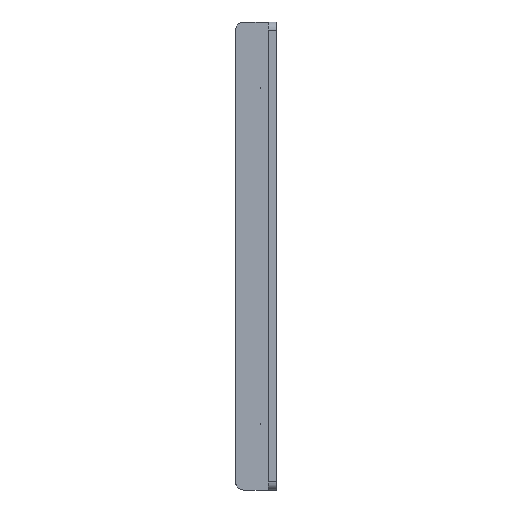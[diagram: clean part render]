
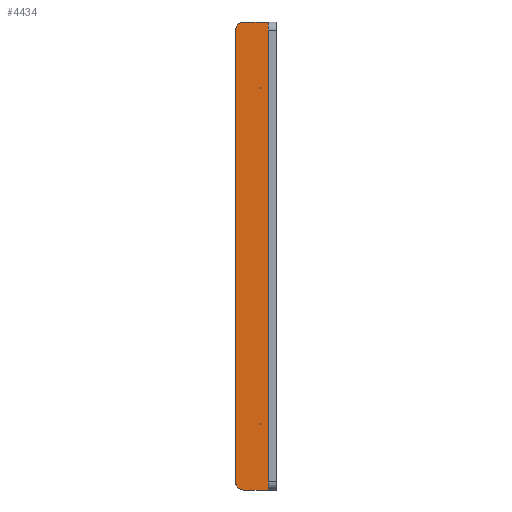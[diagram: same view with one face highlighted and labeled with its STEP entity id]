
A CAD part, left-side view. The second image highlights one B-rep face of the part: STEP entity #4434.
In plain terms, the highlighted planar face has unit normal (-1, 0, 0).
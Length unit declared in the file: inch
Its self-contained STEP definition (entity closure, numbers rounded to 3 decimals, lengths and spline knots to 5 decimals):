
#50 = EDGE_CURVE ( 'NONE', #1539, #6505, #6281, .T. ) ;
#248 = EDGE_CURVE ( 'NONE', #4864, #1268, #2176, .T. ) ;
#288 = CARTESIAN_POINT ( 'NONE',  ( -1.92175, 0.1, 0. ) ) ;
#302 = CIRCLE ( 'NONE', #1149, 0.1 ) ;
#500 = ORIENTED_EDGE ( 'NONE', *, *, #50, .F. ) ;
#645 = VECTOR ( 'NONE', #6021, 39.37008 ) ;
#689 = VECTOR ( 'NONE', #703, 39.37008 ) ;
#703 = DIRECTION ( 'NONE',  ( 0., 1., 0. ) ) ;
#834 = CARTESIAN_POINT ( 'NONE',  ( -1.92175, 0.1, -5.75 ) ) ;
#858 = DIRECTION ( 'NONE',  ( -1., 0., 0. ) ) ;
#958 = ORIENTED_EDGE ( 'NONE', *, *, #1854, .T. ) ;
#1014 = ORIENTED_EDGE ( 'NONE', *, *, #2813, .T. ) ;
#1149 = AXIS2_PLACEMENT_3D ( 'NONE', #3330, #858, #1263 ) ;
#1242 = DIRECTION ( 'NONE',  ( 1., 0., 0. ) ) ;
#1256 = CARTESIAN_POINT ( 'NONE',  ( -1.92175, 0.5, -5.65 ) ) ;
#1263 = DIRECTION ( 'NONE',  ( 0., 0., -1. ) ) ;
#1268 = VERTEX_POINT ( 'NONE', #1773 ) ;
#1539 = VERTEX_POINT ( 'NONE', #2430 ) ;
#1773 = CARTESIAN_POINT ( 'NONE',  ( -1.92175, 0.5, -0.1 ) ) ;
#1854 = EDGE_CURVE ( 'NONE', #3559, #4864, #5589, .T. ) ;
#1899 = DIRECTION ( 'NONE',  ( 0., 0., -1. ) ) ;
#2176 = CIRCLE ( 'NONE', #5921, 0.1 ) ;
#2195 = DIRECTION ( 'NONE',  ( 0., 0., 1. ) ) ;
#2282 = FACE_OUTER_BOUND ( 'NONE', #3157, .T. ) ;
#2430 = CARTESIAN_POINT ( 'NONE',  ( -1.92175, 0.1, -5.75 ) ) ;
#2711 = LINE ( 'NONE', #5811, #3303 ) ;
#2813 = EDGE_CURVE ( 'NONE', #3115, #6505, #302, .T. ) ;
#2899 = LINE ( 'NONE', #5976, #645 ) ;
#3027 = AXIS2_PLACEMENT_3D ( 'NONE', #834, #1242, #3268 ) ;
#3115 = VERTEX_POINT ( 'NONE', #1256 ) ;
#3157 = EDGE_LOOP ( 'NONE', ( #1014, #500, #5137, #958, #3336, #4588 ) ) ;
#3268 = DIRECTION ( 'NONE',  ( 0., 0., -1. ) ) ;
#3303 = VECTOR ( 'NONE', #2195, 39.37008 ) ;
#3330 = CARTESIAN_POINT ( 'NONE',  ( -1.92175, 0.4, -5.65 ) ) ;
#3336 = ORIENTED_EDGE ( 'NONE', *, *, #248, .T. ) ;
#3338 = PLANE ( 'NONE',  #3027 ) ;
#3559 = VERTEX_POINT ( 'NONE', #288 ) ;
#4053 = CARTESIAN_POINT ( 'NONE',  ( -1.92175, 0.1, 0. ) ) ;
#4255 = CARTESIAN_POINT ( 'NONE',  ( -1.92175, 0.1, -5.75 ) ) ;
#4356 = CARTESIAN_POINT ( 'NONE',  ( -1.92175, 0.4, -5.75 ) ) ;
#4434 = ADVANCED_FACE ( 'NONE', ( #2282 ), #3338, .F. ) ;
#4523 = DIRECTION ( 'NONE',  ( -1., 0., 0. ) ) ;
#4588 = ORIENTED_EDGE ( 'NONE', *, *, #6082, .T. ) ;
#4864 = VERTEX_POINT ( 'NONE', #4962 ) ;
#4962 = CARTESIAN_POINT ( 'NONE',  ( -1.92175, 0.4, 0. ) ) ;
#5137 = ORIENTED_EDGE ( 'NONE', *, *, #5920, .T. ) ;
#5589 = LINE ( 'NONE', #4053, #6464 ) ;
#5811 = CARTESIAN_POINT ( 'NONE',  ( -1.92175, 0.1, -5.75 ) ) ;
#5920 = EDGE_CURVE ( 'NONE', #1539, #3559, #2711, .T. ) ;
#5921 = AXIS2_PLACEMENT_3D ( 'NONE', #6039, #4523, #1899 ) ;
#5976 = CARTESIAN_POINT ( 'NONE',  ( -1.92175, 0.5, -5.75 ) ) ;
#6021 = DIRECTION ( 'NONE',  ( 0., 0., -1. ) ) ;
#6039 = CARTESIAN_POINT ( 'NONE',  ( -1.92175, 0.4, -0.1 ) ) ;
#6082 = EDGE_CURVE ( 'NONE', #1268, #3115, #2899, .T. ) ;
#6281 = LINE ( 'NONE', #4255, #689 ) ;
#6464 = VECTOR ( 'NONE', #6479, 39.37008 ) ;
#6479 = DIRECTION ( 'NONE',  ( 0., 1., 0. ) ) ;
#6505 = VERTEX_POINT ( 'NONE', #4356 ) ;
